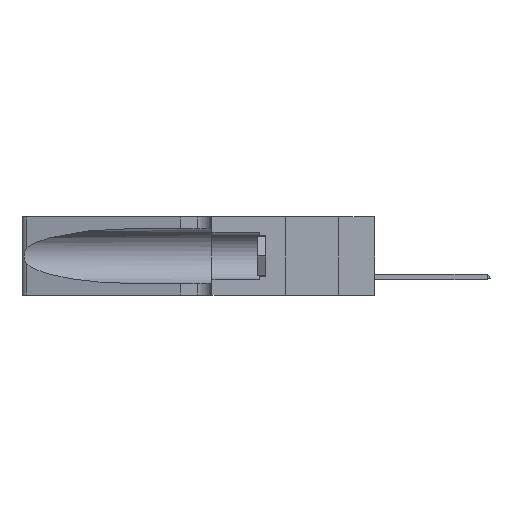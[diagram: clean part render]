
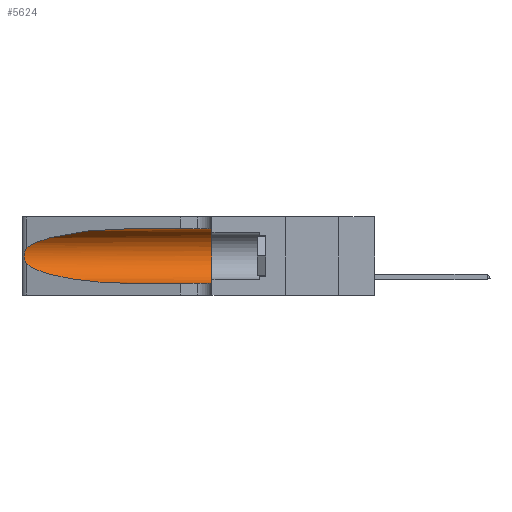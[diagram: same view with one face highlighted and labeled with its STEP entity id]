
A CAD part, left-side view. The second image highlights one B-rep face of the part: STEP entity #5624.
In plain terms, the highlighted cylindrical face has radius 3.308 mm (diameter 6.617 mm), a partial arc.
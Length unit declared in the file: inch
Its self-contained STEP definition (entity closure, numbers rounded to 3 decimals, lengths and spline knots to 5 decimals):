
#316 = VECTOR ( 'NONE', #37986, 39.37008 ) ;
#1570 = ORIENTED_EDGE ( 'NONE', *, *, #33427, .F. ) ;
#1671 = CARTESIAN_POINT ( 'NONE',  ( 0.25555, 1.22994, 0.2215 ) ) ;
#1833 = CARTESIAN_POINT ( 'NONE',  ( 0.25856, 1.23593, 0.16098 ) ) ;
#2006 = CARTESIAN_POINT ( 'NONE',  ( 0.25639, 1.23186, 0.15144 ) ) ;
#2578 = FACE_OUTER_BOUND ( 'NONE', #26763, .T. ) ;
#3645 = EDGE_CURVE ( 'NONE', #36650, #3948, #8267, .T. ) ;
#3948 = VERTEX_POINT ( 'NONE', #10930 ) ;
#4364 = EDGE_CURVE ( 'NONE', #28667, #33268, #20734, .T. ) ;
#5239 = CARTESIAN_POINT ( 'NONE',  ( 0.1305, 0.72297, 0.31525 ) ) ;
#5440 = CYLINDRICAL_SURFACE ( 'NONE', #13162, 0.13025 ) ;
#5624 = ADVANCED_FACE ( 'NONE', ( #2578 ), #5440, .F. ) ;
#7864 = EDGE_CURVE ( 'NONE', #3948, #34928, #9766, .T. ) ;
#8267 =( BOUNDED_CURVE ( )  B_SPLINE_CURVE ( 3, ( #42483, #20475, #27997, #42969 ),
 .UNSPECIFIED., .F., .F. ) 
 B_SPLINE_CURVE_WITH_KNOTS ( ( 4, 4 ),
 ( 1.5708, 2.84003 ),
 .UNSPECIFIED. ) 
 CURVE ( )  GEOMETRIC_REPRESENTATION_ITEM ( )  RATIONAL_B_SPLINE_CURVE ( ( 1., 0.87, 0.87, 1. ) ) 
 REPRESENTATION_ITEM ( '' )  );
#8530 = CARTESIAN_POINT ( 'NONE',  ( 0.1305, 1.61858, 0.31525 ) ) ;
#9443 = CARTESIAN_POINT ( 'NONE',  ( 0.25487, 1.22718, 0.14631 ) ) ;
#9607 = CARTESIAN_POINT ( 'NONE',  ( 0.26017, 1.23833, 0.17102 ) ) ;
#9766 = B_SPLINE_CURVE_WITH_KNOTS ( 'NONE', 3,
 ( #42939, #1671, #16898, #46805, #28126, #20449, #35171, #24555, #9607, #1833, #39375, #2006, #31725, #9443 ),
 .UNSPECIFIED., .F., .F.,
 ( 4, 2, 2, 2, 2, 2, 4 ),
 ( 0., 0.00027, 0.00053, 0.00107, 0.0016, 0.00187, 0.00214 ),
 .UNSPECIFIED. ) ;
#10930 = CARTESIAN_POINT ( 'NONE',  ( 0.25487, 1.22718, 0.22369 ) ) ;
#11310 = CARTESIAN_POINT ( 'NONE',  ( 0.1305, 0.35, 0.05475 ) ) ;
#12442 = ORIENTED_EDGE ( 'NONE', *, *, #20836, .T. ) ;
#13162 = AXIS2_PLACEMENT_3D ( 'NONE', #21527, #20864, #32286 ) ;
#14499 = VERTEX_POINT ( 'NONE', #18407 ) ;
#15127 = DIRECTION ( 'NONE',  ( 0., 0., 1. ) ) ;
#16260 = CARTESIAN_POINT ( 'NONE',  ( 0.2373, 1.15595, 0.08982 ) ) ;
#16898 = CARTESIAN_POINT ( 'NONE',  ( 0.25639, 1.23184, 0.21858 ) ) ;
#18407 = CARTESIAN_POINT ( 'NONE',  ( 0.1305, 0.72297, 0.05475 ) ) ;
#18566 = EDGE_CURVE ( 'NONE', #34928, #14499, #24952, .T. ) ;
#19254 = CARTESIAN_POINT ( 'NONE',  ( 0.18966, 0.96281, 0.05475 ) ) ;
#20449 = CARTESIAN_POINT ( 'NONE',  ( 0.26018, 1.23835, 0.19895 ) ) ;
#20475 = CARTESIAN_POINT ( 'NONE',  ( 0.18966, 0.96281, 0.31525 ) ) ;
#20734 = CIRCLE ( 'NONE', #29299, 0.13025 ) ;
#20836 = EDGE_CURVE ( 'NONE', #14499, #33268, #29760, .T. ) ;
#20864 = DIRECTION ( 'NONE',  ( 0., -1., 0. ) ) ;
#21527 = CARTESIAN_POINT ( 'NONE',  ( 0.1305, 1.61858, 0.185 ) ) ;
#23006 = ORIENTED_EDGE ( 'NONE', *, *, #7864, .T. ) ;
#24555 = CARTESIAN_POINT ( 'NONE',  ( 0.26075, 1.23896, 0.178 ) ) ;
#24952 =( BOUNDED_CURVE ( )  B_SPLINE_CURVE ( 3, ( #28496, #16260, #19254, #27575 ),
 .UNSPECIFIED., .F., .F. ) 
 B_SPLINE_CURVE_WITH_KNOTS ( ( 4, 4 ),
 ( 3.44316, 4.71239 ),
 .UNSPECIFIED. ) 
 CURVE ( )  GEOMETRIC_REPRESENTATION_ITEM ( )  RATIONAL_B_SPLINE_CURVE ( ( 1., 0.87, 0.87, 1. ) ) 
 REPRESENTATION_ITEM ( '' )  );
#26763 = EDGE_LOOP ( 'NONE', ( #38209, #23006, #43926, #12442, #43864, #1570 ) ) ;
#27575 = CARTESIAN_POINT ( 'NONE',  ( 0.1305, 0.72297, 0.05475 ) ) ;
#27997 = CARTESIAN_POINT ( 'NONE',  ( 0.2373, 1.15595, 0.28018 ) ) ;
#28126 = CARTESIAN_POINT ( 'NONE',  ( 0.25854, 1.2359, 0.20912 ) ) ;
#28496 = CARTESIAN_POINT ( 'NONE',  ( 0.25487, 1.22718, 0.14631 ) ) ;
#28667 = VERTEX_POINT ( 'NONE', #39564 ) ;
#29299 = AXIS2_PLACEMENT_3D ( 'NONE', #33519, #40822, #15127 ) ;
#29760 = LINE ( 'NONE', #46427, #35652 ) ;
#31725 = CARTESIAN_POINT ( 'NONE',  ( 0.25555, 1.22993, 0.14849 ) ) ;
#32286 = DIRECTION ( 'NONE',  ( 0., 0., -1. ) ) ;
#33268 = VERTEX_POINT ( 'NONE', #11310 ) ;
#33427 = EDGE_CURVE ( 'NONE', #36650, #28667, #46844, .T. ) ;
#33519 = CARTESIAN_POINT ( 'NONE',  ( 0.1305, 0.35, 0.185 ) ) ;
#34928 = VERTEX_POINT ( 'NONE', #42779 ) ;
#35171 = CARTESIAN_POINT ( 'NONE',  ( 0.26075, 1.23896, 0.19203 ) ) ;
#35446 = DIRECTION ( 'NONE',  ( 0., -1., 0. ) ) ;
#35652 = VECTOR ( 'NONE', #35446, 39.37008 ) ;
#36650 = VERTEX_POINT ( 'NONE', #5239 ) ;
#37986 = DIRECTION ( 'NONE',  ( 0., -1., 0. ) ) ;
#38209 = ORIENTED_EDGE ( 'NONE', *, *, #3645, .T. ) ;
#39375 = CARTESIAN_POINT ( 'NONE',  ( 0.25789, 1.23486, 0.15765 ) ) ;
#39564 = CARTESIAN_POINT ( 'NONE',  ( 0.1305, 0.35, 0.31525 ) ) ;
#40822 = DIRECTION ( 'NONE',  ( 0., 1., 0. ) ) ;
#42483 = CARTESIAN_POINT ( 'NONE',  ( 0.1305, 0.72297, 0.31525 ) ) ;
#42779 = CARTESIAN_POINT ( 'NONE',  ( 0.25487, 1.22718, 0.14631 ) ) ;
#42939 = CARTESIAN_POINT ( 'NONE',  ( 0.25487, 1.22718, 0.22369 ) ) ;
#42969 = CARTESIAN_POINT ( 'NONE',  ( 0.25487, 1.22718, 0.22369 ) ) ;
#43864 = ORIENTED_EDGE ( 'NONE', *, *, #4364, .F. ) ;
#43926 = ORIENTED_EDGE ( 'NONE', *, *, #18566, .T. ) ;
#46427 = CARTESIAN_POINT ( 'NONE',  ( 0.1305, 1.61858, 0.05475 ) ) ;
#46805 = CARTESIAN_POINT ( 'NONE',  ( 0.25787, 1.23484, 0.2124 ) ) ;
#46844 = LINE ( 'NONE', #8530, #316 ) ;
